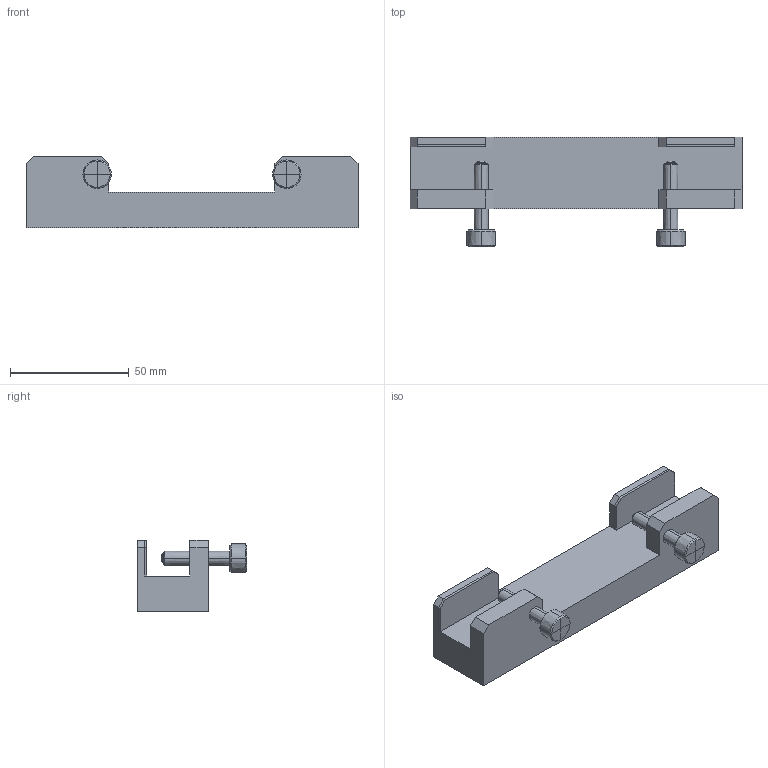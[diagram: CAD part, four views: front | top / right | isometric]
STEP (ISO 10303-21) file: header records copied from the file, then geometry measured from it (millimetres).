
FILE_DESCRIPTION (( 'STEP AP203' ), '1' );
FILE_NAME ('54998_54998.step', '2021-02-01T18:23:06', ( '' ), ( '' ), 'SwSTEP 2.0', 'SolidWorks 2018', '' );
FILE_SCHEMA (( 'CONFIG_CONTROL_DESIGN' ));
Length unit declared in the file: millimetre
Products named in the file (1): 54998_54998
Bounding box: 140 x 46 x 30 mm (x, y, z)
Volume: 77890.3 mm3; surface area: 23038.2 mm2
Topology: 7 solids, 7 shells, 178 faces, 384 edges, 209 vertices
Faces by surface type: bspline 178
Entity records: 5049 total; most frequent: CARTESIAN_POINT 1754, ORIENTED_EDGE 744, DIRECTION 502, EDGE_CURVE 372, LINE 244, VECTOR 244, VERTEX_POINT 209, EDGE_LOOP 183
